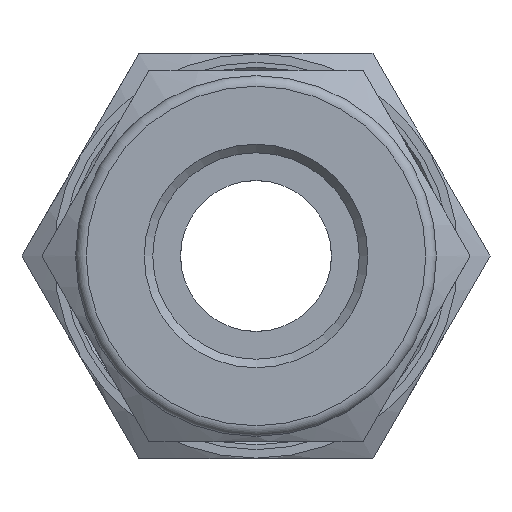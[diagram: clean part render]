
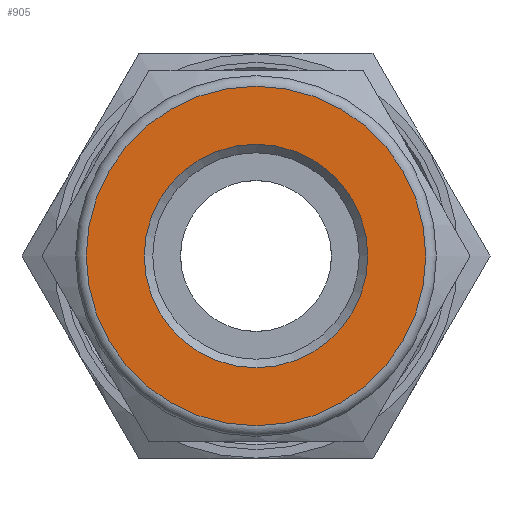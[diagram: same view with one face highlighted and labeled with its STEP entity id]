
A CAD part, left-side view. The second image highlights one B-rep face of the part: STEP entity #905.
In plain terms, the highlighted planar face has unit normal (-1, 0, 0).
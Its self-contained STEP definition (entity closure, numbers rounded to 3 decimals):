
#56=FACE_BOUND('',#222,.T.);
#87=CIRCLE('',#996,8.);
#103=CIRCLE('',#1025,5.265);
#159=FACE_OUTER_BOUND('',#221,.T.);
#221=EDGE_LOOP('',(#744));
#222=EDGE_LOOP('',(#745));
#405=VERTEX_POINT('',#1503);
#419=VERTEX_POINT('',#1555);
#508=EDGE_CURVE('',#405,#405,#87,.T.);
#533=EDGE_CURVE('',#419,#419,#103,.T.);
#744=ORIENTED_EDGE('',*,*,#508,.F.);
#745=ORIENTED_EDGE('',*,*,#533,.T.);
#859=PLANE('',#1026);
#905=ADVANCED_FACE('',(#159,#56),#859,.T.);
#996=AXIS2_PLACEMENT_3D('',#1505,#1186,#1187);
#1025=AXIS2_PLACEMENT_3D('',#1557,#1253,#1254);
#1026=AXIS2_PLACEMENT_3D('',#1558,#1255,#1256);
#1186=DIRECTION('center_axis',(1.,0.,0.));
#1187=DIRECTION('ref_axis',(0.,0.,-1.));
#1253=DIRECTION('center_axis',(1.,0.,0.));
#1254=DIRECTION('ref_axis',(0.,0.,-1.));
#1255=DIRECTION('center_axis',(-1.,0.,0.));
#1256=DIRECTION('ref_axis',(0.,0.,1.));
#1503=CARTESIAN_POINT('',(0.001,0.,8.));
#1505=CARTESIAN_POINT('Origin',(0.001,0.,
0.));
#1555=CARTESIAN_POINT('',(0.001,-5.265,0.));
#1557=CARTESIAN_POINT('Origin',(0.001,0.,
0.));
#1558=CARTESIAN_POINT('Origin',(0.001,8.,0.));
